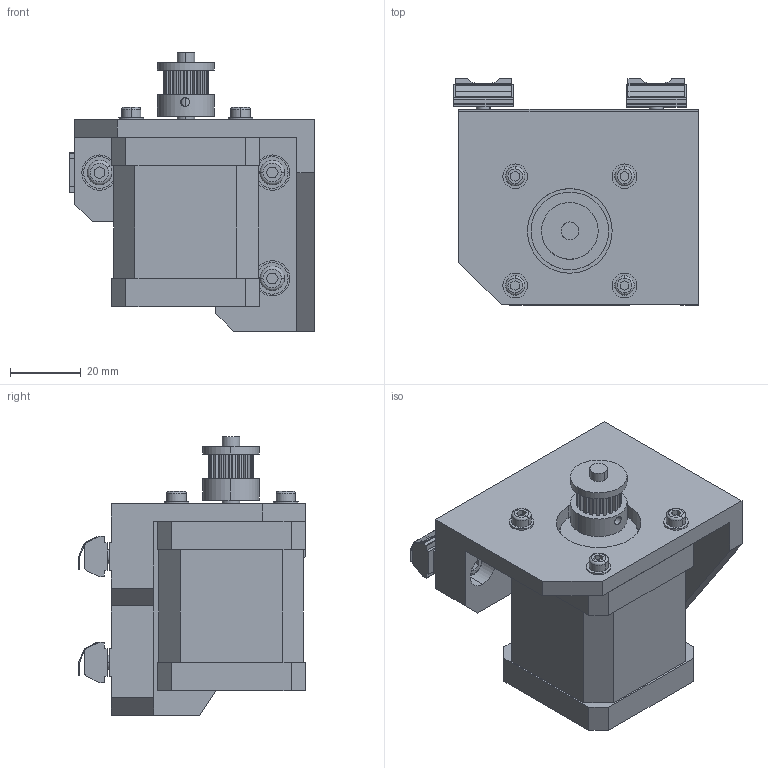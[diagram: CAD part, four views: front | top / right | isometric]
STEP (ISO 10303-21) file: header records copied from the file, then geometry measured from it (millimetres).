
FILE_DESCRIPTION (( 'STEP AP214' ), '1' );
FILE_NAME ('OA-Y10-A03-00.STEP', '2018-10-14T12:40:45', ( '' ), ( '' ), 'SwSTEP 2.0', 'SolidWorks 2014', '' );
FILE_SCHEMA (( 'AUTOMOTIVE_DESIGN' ));
Length unit declared in the file: millimetre
Products named in the file (9): DIN 0125-1A M4; DIN 0125-1A M3; OA-Y10-A03-00; GT2 pulley 20T 6mm; DIN 0912 M4x12; OA-Y10-P09-00; DIN 0912 M3x10; HNTAP6-4; Stepper NEMA 17 42BYGHW811
Assembly tree (20 placements, depth 2):
  OA-Y10-A03-00
    OA-Y10-P09-00
    Stepper NEMA 17 42BYGHW811
    GT2 pulley 20T 6mm
    DIN 0125-1A M3  x4
    DIN 0912 M3x10  x4
    DIN 0125-1A M4  x3
    DIN 0912 M4x12  x3
    HNTAP6-4  x3
Bounding box: 69.5 x 64.2 x 79 mm (x, y, z)
Volume: 139333.4 mm3; surface area: 37346 mm2
Topology: 20 solids, 20 shells, 475 faces, 1204 edges, 796 vertices
Faces by surface type: plane 298, cylinder 163, torus 14
Entity records: 9190 total; most frequent: CARTESIAN_POINT 1604, DIRECTION 1494, ORIENTED_EDGE 1440, EDGE_CURVE 720, LINE 518, VECTOR 518, AXIS2_PLACEMENT_3D 488, VERTEX_POINT 478
